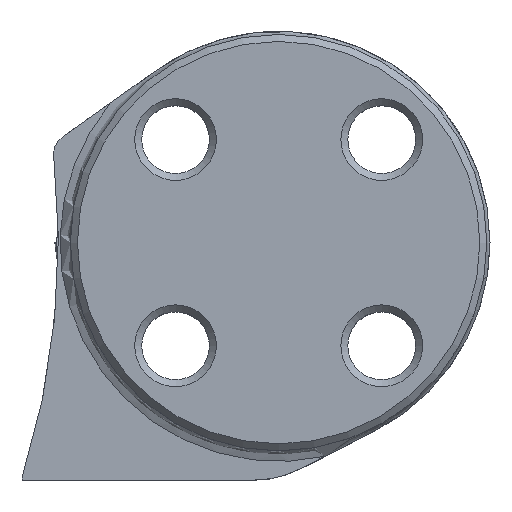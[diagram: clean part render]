
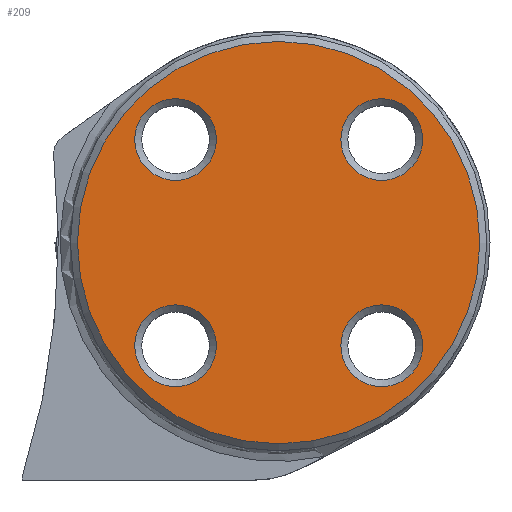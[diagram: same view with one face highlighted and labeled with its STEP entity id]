
A CAD part, top view. The second image highlights one B-rep face of the part: STEP entity #209.
In plain terms, the highlighted planar face has unit normal (0, 0, 1).
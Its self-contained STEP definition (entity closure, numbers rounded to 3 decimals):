
#126=FACE_BOUND('',#365,.T.);
#127=FACE_BOUND('',#366,.T.);
#128=FACE_BOUND('',#367,.T.);
#129=FACE_BOUND('',#368,.T.);
#130=FACE_BOUND('',#369,.T.);
#167=PLANE('',#1486);
#209=ADVANCED_FACE('',(#126,#127,#128,#129,#130),#167,.F.);
#365=EDGE_LOOP('',(#687));
#366=EDGE_LOOP('',(#688));
#367=EDGE_LOOP('',(#689));
#368=EDGE_LOOP('',(#690));
#369=EDGE_LOOP('',(#691));
#451=CIRCLE('',#1480,19.325);
#452=CIRCLE('',#1482,3.925);
#453=CIRCLE('',#1483,3.925);
#454=CIRCLE('',#1484,3.925);
#455=CIRCLE('',#1485,3.925);
#687=ORIENTED_EDGE('',*,*,#1144,.F.);
#688=ORIENTED_EDGE('',*,*,#1145,.T.);
#689=ORIENTED_EDGE('',*,*,#1146,.T.);
#690=ORIENTED_EDGE('',*,*,#1147,.F.);
#691=ORIENTED_EDGE('',*,*,#1143,.F.);
#990=VERTEX_POINT('',#2889);
#991=VERTEX_POINT('',#2892);
#992=VERTEX_POINT('',#2894);
#993=VERTEX_POINT('',#2896);
#994=VERTEX_POINT('',#2898);
#1143=EDGE_CURVE('',#990,#990,#451,.T.);
#1144=EDGE_CURVE('',#991,#991,#452,.T.);
#1145=EDGE_CURVE('',#992,#992,#453,.T.);
#1146=EDGE_CURVE('',#993,#993,#454,.T.);
#1147=EDGE_CURVE('',#994,#994,#455,.T.);
#1480=AXIS2_PLACEMENT_3D('',#2888,#1666,#1667);
#1482=AXIS2_PLACEMENT_3D('',#2891,#1670,#1671);
#1483=AXIS2_PLACEMENT_3D('',#2893,#1672,#1673);
#1484=AXIS2_PLACEMENT_3D('',#2895,#1674,#1675);
#1485=AXIS2_PLACEMENT_3D('',#2897,#1676,#1677);
#1486=AXIS2_PLACEMENT_3D('',#2899,#1678,#1679);
#1666=DIRECTION('',(0.,0.,-1.));
#1667=DIRECTION('',(-1.,0.,0.));
#1670=DIRECTION('',(0.,0.,1.));
#1671=DIRECTION('',(-1.,0.,0.));
#1672=DIRECTION('',(0.,0.,-1.));
#1673=DIRECTION('',(-1.,0.,0.));
#1674=DIRECTION('',(0.,0.,-1.));
#1675=DIRECTION('',(-1.,0.,0.));
#1676=DIRECTION('',(0.,0.,1.));
#1677=DIRECTION('',(-1.,0.,0.));
#1678=DIRECTION('',(0.,0.,-1.));
#1679=DIRECTION('',(-1.,0.,0.));
#2888=CARTESIAN_POINT('',(0.,0.,0.));
#2889=CARTESIAN_POINT('',(-19.325,0.,0.));
#2891=CARTESIAN_POINT('',(9.899,-9.899,0.));
#2892=CARTESIAN_POINT('',(5.974,-9.899,0.));
#2893=CARTESIAN_POINT('',(9.899,9.899,0.));
#2894=CARTESIAN_POINT('',(5.974,9.899,0.));
#2895=CARTESIAN_POINT('',(-9.899,-9.899,0.));
#2896=CARTESIAN_POINT('',(-13.824,-9.899,0.));
#2897=CARTESIAN_POINT('',(-9.899,9.899,0.));
#2898=CARTESIAN_POINT('',(-13.824,9.899,0.));
#2899=CARTESIAN_POINT('',(0.,0.,0.));
